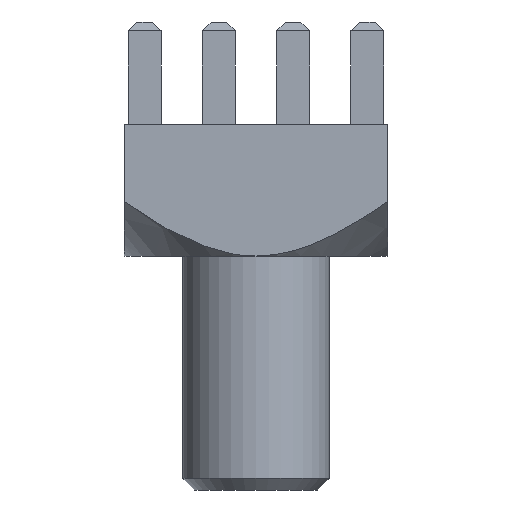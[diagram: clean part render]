
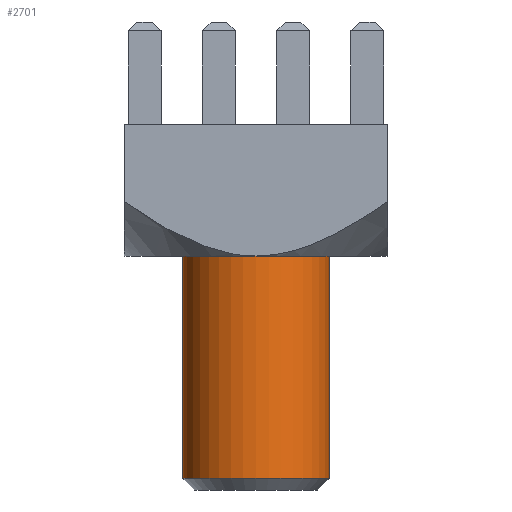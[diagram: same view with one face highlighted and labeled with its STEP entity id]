
A CAD part, front view. The second image highlights one B-rep face of the part: STEP entity #2701.
In plain terms, the highlighted cylindrical face has radius 2.5 mm (diameter 5 mm), a partial arc.
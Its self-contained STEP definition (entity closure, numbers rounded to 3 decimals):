
#117 = CARTESIAN_POINT ( 'NONE',  ( 0., 0., -7.6 ) ) ;
#118 = DIRECTION ( 'NONE',  ( 0., 0., 1. ) ) ;
#119 = DIRECTION ( 'NONE',  ( -1., 0., 0. ) ) ;
#248 = CARTESIAN_POINT ( 'NONE',  ( 0., 0., 0. ) ) ;
#249 = DIRECTION ( 'NONE',  ( 0., 0., -1. ) ) ;
#250 = DIRECTION ( 'NONE',  ( -1., 0., 0. ) ) ;
#340 = ORIENTED_EDGE ( 'NONE', *, *, #860, .T. ) ;
#832 = EDGE_CURVE ( 'NONE', #1105, #1104, #2608, .T. ) ;
#860 = EDGE_CURVE ( 'NONE', #1102, #1098, #2635, .T. ) ;
#1062 = EDGE_LOOP ( 'NONE', ( #3607, #340, #3608, #3494 ) ) ;
#1098 = VERTEX_POINT ( 'NONE', #4321 ) ;
#1102 = VERTEX_POINT ( 'NONE', #4311 ) ;
#1104 = VERTEX_POINT ( 'NONE', #4325 ) ;
#1105 = VERTEX_POINT ( 'NONE', #4326 ) ;
#1777 = LINE ( 'NONE', #1778, #3434 ) ;
#1778 = CARTESIAN_POINT ( 'NONE',  ( 2.5, 0., -8. ) ) ;
#1779 = DIRECTION ( 'NONE',  ( 0., 0., 1. ) ) ;
#1787 = LINE ( 'NONE', #1795, #3439 ) ;
#1795 = CARTESIAN_POINT ( 'NONE',  ( -2.5, 0., -8. ) ) ;
#1797 = DIRECTION ( 'NONE',  ( 0., 0., 1. ) ) ;
#1985 = DIRECTION ( 'NONE',  ( 0., 0., 1. ) ) ;
#1993 = FACE_OUTER_BOUND ( 'NONE', #1062, .T. ) ;
#1994 = CARTESIAN_POINT ( 'NONE',  ( 0., 0., -8. ) ) ;
#1996 = CYLINDRICAL_SURFACE ( 'NONE', #3051, 2.5 ) ;
#1997 = DIRECTION ( 'NONE',  ( 1., 0., 0. ) ) ;
#2560 = EDGE_CURVE ( 'NONE', #1098, #1105, #1777, .T. ) ;
#2566 = EDGE_CURVE ( 'NONE', #1102, #1104, #1787, .T. ) ;
#2608 = CIRCLE ( 'NONE', #2611, 2.5 ) ;
#2611 = AXIS2_PLACEMENT_3D ( 'NONE', #248, #249, #250 ) ;
#2635 = CIRCLE ( 'NONE', #2636, 2.5 ) ;
#2636 = AXIS2_PLACEMENT_3D ( 'NONE', #117, #118, #119 ) ;
#2701 = ADVANCED_FACE ( 'NONE', ( #1993 ), #1996, .T. ) ;
#3051 = AXIS2_PLACEMENT_3D ( 'NONE', #1994, #1985, #1997 ) ;
#3434 = VECTOR ( 'NONE', #1779, 1000. ) ;
#3439 = VECTOR ( 'NONE', #1797, 1000. ) ;
#3494 = ORIENTED_EDGE ( 'NONE', *, *, #832, .T. ) ;
#3607 = ORIENTED_EDGE ( 'NONE', *, *, #2566, .F. ) ;
#3608 = ORIENTED_EDGE ( 'NONE', *, *, #2560, .T. ) ;
#4311 = CARTESIAN_POINT ( 'NONE',  ( -2.5, 0., -7.6 ) ) ;
#4321 = CARTESIAN_POINT ( 'NONE',  ( 2.5, 0., -7.6 ) ) ;
#4325 = CARTESIAN_POINT ( 'NONE',  ( -2.5, 0., 0. ) ) ;
#4326 = CARTESIAN_POINT ( 'NONE',  ( 2.5, 0., 0. ) ) ;
